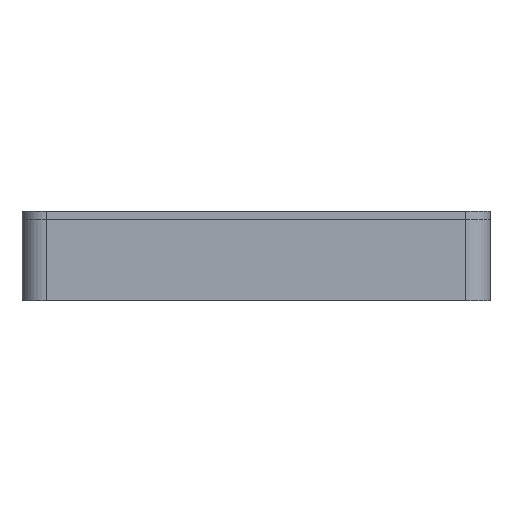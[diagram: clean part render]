
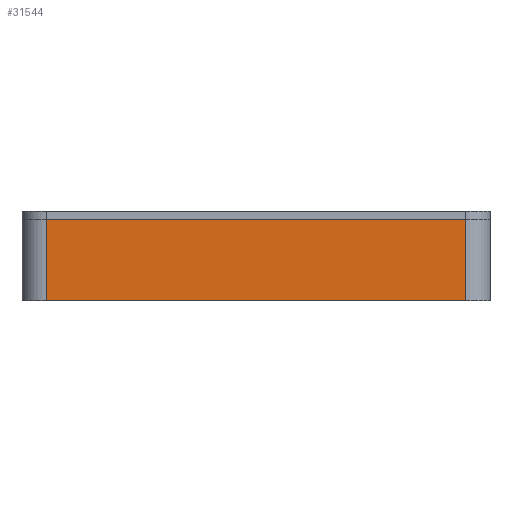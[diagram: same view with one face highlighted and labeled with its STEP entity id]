
A CAD part, left-side view. The second image highlights one B-rep face of the part: STEP entity #31544.
In plain terms, the highlighted planar face has unit normal (-1, 0, 0).
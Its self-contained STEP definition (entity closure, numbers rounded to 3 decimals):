
#1718=PLANE('',#34481);
#4473=LINE('',#52451,#7592);
#4649=LINE('',#52923,#7768);
#4669=LINE('',#52978,#7788);
#4670=LINE('',#52980,#7789);
#7592=VECTOR('',#42195,10.);
#7768=VECTOR('',#42625,10.);
#7788=VECTOR('',#42685,10.);
#7789=VECTOR('',#42688,10.);
#9898=FACE_OUTER_BOUND('',#11718,.T.);
#11718=EDGE_LOOP('',(#28466,#28467,#28468,#28469));
#15744=VERTEX_POINT('',#52448);
#15745=VERTEX_POINT('',#52450);
#15880=VERTEX_POINT('',#52922);
#15895=VERTEX_POINT('',#52976);
#19900=EDGE_CURVE('',#15744,#15745,#4473,.T.);
#20120=EDGE_CURVE('',#15880,#15745,#4649,.T.);
#20148=EDGE_CURVE('',#15744,#15895,#4669,.T.);
#20149=EDGE_CURVE('',#15895,#15880,#4670,.F.);
#28466=ORIENTED_EDGE('',*,*,#20149,.T.);
#28467=ORIENTED_EDGE('',*,*,#20120,.T.);
#28468=ORIENTED_EDGE('',*,*,#19900,.F.);
#28469=ORIENTED_EDGE('',*,*,#20148,.T.);
#31544=ADVANCED_FACE('',(#9898),#1718,.T.);
#34481=AXIS2_PLACEMENT_3D('',#52979,#42686,#42687);
#42195=DIRECTION('',(0.,1.,0.));
#42625=DIRECTION('',(0.,0.,-1.));
#42685=DIRECTION('',(0.,0.,1.));
#42686=DIRECTION('center_axis',(-1.,0.,0.));
#42687=DIRECTION('ref_axis',(0.,-1.,0.));
#42688=DIRECTION('',(0.,-1.,0.));
#52448=CARTESIAN_POINT('',(-2.5,-80.,-10.));
#52450=CARTESIAN_POINT('',(-2.5,-2.,-10.));
#52451=CARTESIAN_POINT('',(-2.5,-80.,-10.));
#52922=CARTESIAN_POINT('',(-2.5,-2.,5.1));
#52923=CARTESIAN_POINT('',(-2.5,-2.,5.1));
#52976=CARTESIAN_POINT('',(-2.5,-80.,5.1));
#52978=CARTESIAN_POINT('',(-2.5,-80.,-10.));
#52979=CARTESIAN_POINT('Origin',(-2.5,-11.,-10.));
#52980=CARTESIAN_POINT('',(-2.5,-26.,5.1));
